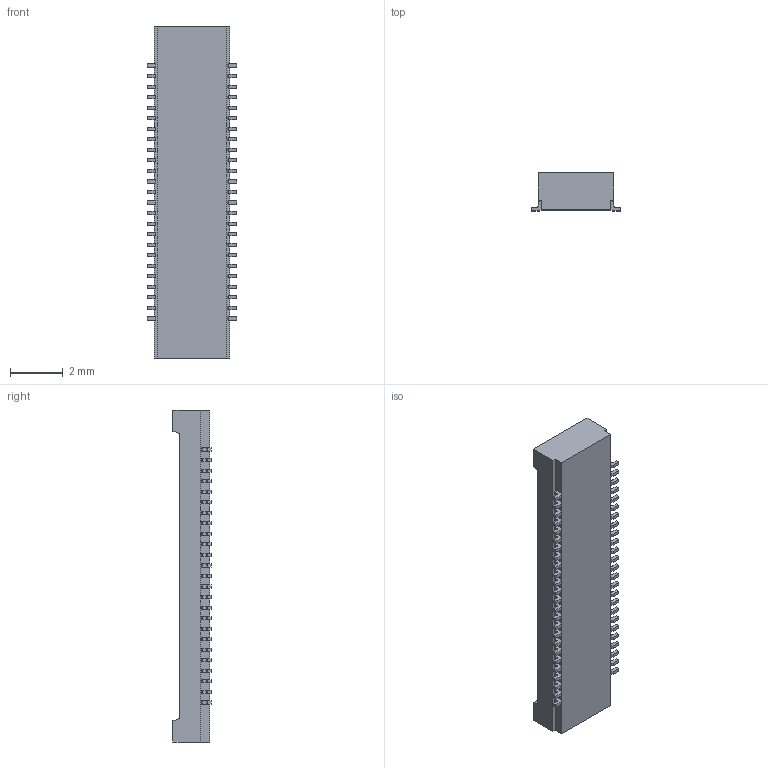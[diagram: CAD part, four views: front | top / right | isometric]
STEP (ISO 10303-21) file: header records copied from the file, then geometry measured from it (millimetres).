
FILE_DESCRIPTION(('CoCreate Modeling STEP Export'),'2;1');
FILE_NAME('DF40C-50DS.stp','2009-12-09T17:07:14',(''),(''),'CoCreate Modeling STEP processor for AP214 (Solid Model)','CoCreate Modeling 16.00B 02-Dec-2008 (C) Parametric Technology GmbH','');
FILE_SCHEMA(('AUTOMOTIVE_DESIGN { 1 0 10303 214 1 1 1 1 }'));
Length unit declared in the file: millimetre
Products named in the file (1): C50
Bounding box: 3.38 x 1.45 x 12.6 mm (x, y, z)
Volume: 31.4 mm3; surface area: 169 mm2
Topology: 1 solids, 1 shells, 1122 faces, 3011 edges, 1994 vertices
Faces by surface type: plane 819, cylinder 208, bspline 83, cone 8, extrusion 4
Entity records: 34915 total; most frequent: CARTESIAN_POINT 7161, ORIENTED_EDGE 6022, DIRECTION 5289, EDGE_CURVE 3011, VECTOR 2469, LINE 2465, VERTEX_POINT 1994, AXIS2_PLACEMENT_3D 1410
